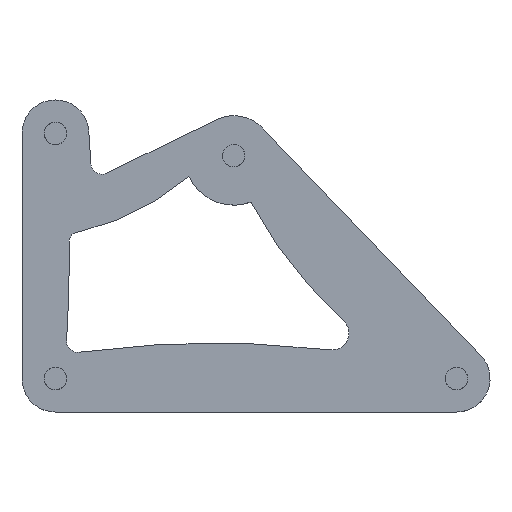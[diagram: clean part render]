
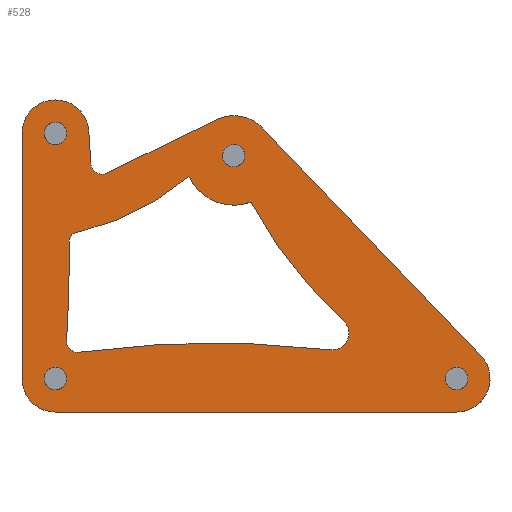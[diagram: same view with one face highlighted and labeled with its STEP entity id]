
A CAD part, top view. The second image highlights one B-rep face of the part: STEP entity #528.
In plain terms, the highlighted planar face has unit normal (0, 0, 1).
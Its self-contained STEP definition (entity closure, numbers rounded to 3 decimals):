
#31=FACE_BOUND('',#183,.T.);
#32=FACE_BOUND('',#184,.T.);
#33=FACE_BOUND('',#185,.T.);
#34=FACE_BOUND('',#186,.T.);
#35=FACE_BOUND('',#187,.T.);
#66=LINE('',#944,#97);
#70=LINE('',#956,#101);
#74=LINE('',#968,#105);
#78=LINE('',#980,#109);
#97=VECTOR('',#780,10.);
#101=VECTOR('',#792,10.);
#105=VECTOR('',#804,10.);
#109=VECTOR('',#816,10.);
#155=FACE_OUTER_BOUND('',#182,.T.);
#182=EDGE_LOOP('',(#451,#452,#453,#454,#455,#456,#457,#458,#459,#460));
#183=EDGE_LOOP('',(#461));
#184=EDGE_LOOP('',(#462));
#185=EDGE_LOOP('',(#463));
#186=EDGE_LOOP('',(#464));
#187=EDGE_LOOP('',(#465,#466,#467,#468,#469,#470,#471,#472));
#199=CIRCLE('',#594,7.5);
#201=CIRCLE('',#597,197.842);
#203=CIRCLE('',#600,22.206);
#205=CIRCLE('',#603,119.15);
#207=CIRCLE('',#606,3.75);
#209=CIRCLE('',#609,690.438);
#211=CIRCLE('',#612,5.);
#213=CIRCLE('',#615,440.915);
#214=CIRCLE('',#617,5.);
#216=CIRCLE('',#620,5.);
#218=CIRCLE('',#623,5.);
#220=CIRCLE('',#626,5.);
#223=CIRCLE('',#630,701.21);
#225=CIRCLE('',#633,5.);
#227=CIRCLE('',#637,17.932);
#229=CIRCLE('',#641,15.);
#231=CIRCLE('',#645,15.);
#233=CIRCLE('',#649,15.);
#240=VERTEX_POINT('',#857);
#241=VERTEX_POINT('',#859);
#243=VERTEX_POINT('',#865);
#245=VERTEX_POINT('',#871);
#247=VERTEX_POINT('',#877);
#249=VERTEX_POINT('',#883);
#251=VERTEX_POINT('',#889);
#253=VERTEX_POINT('',#895);
#254=VERTEX_POINT('',#902);
#256=VERTEX_POINT('',#908);
#258=VERTEX_POINT('',#914);
#260=VERTEX_POINT('',#920);
#264=VERTEX_POINT('',#929);
#265=VERTEX_POINT('',#931);
#267=VERTEX_POINT('',#937);
#269=VERTEX_POINT('',#943);
#271=VERTEX_POINT('',#949);
#273=VERTEX_POINT('',#955);
#275=VERTEX_POINT('',#961);
#277=VERTEX_POINT('',#967);
#279=VERTEX_POINT('',#973);
#281=VERTEX_POINT('',#979);
#289=EDGE_CURVE('',#241,#240,#199,.T.);
#292=EDGE_CURVE('',#243,#241,#201,.T.);
#295=EDGE_CURVE('',#245,#243,#203,.T.);
#298=EDGE_CURVE('',#247,#245,#205,.T.);
#301=EDGE_CURVE('',#249,#247,#207,.T.);
#304=EDGE_CURVE('',#251,#249,#209,.T.);
#307=EDGE_CURVE('',#253,#251,#211,.T.);
#310=EDGE_CURVE('',#240,#253,#213,.T.);
#311=EDGE_CURVE('',#254,#254,#214,.T.);
#314=EDGE_CURVE('',#256,#256,#216,.T.);
#317=EDGE_CURVE('',#258,#258,#218,.T.);
#320=EDGE_CURVE('',#260,#260,#220,.T.);
#325=EDGE_CURVE('',#265,#264,#223,.T.);
#328=EDGE_CURVE('',#267,#265,#225,.T.);
#331=EDGE_CURVE('',#269,#267,#66,.T.);
#334=EDGE_CURVE('',#271,#269,#227,.T.);
#337=EDGE_CURVE('',#273,#271,#70,.T.);
#340=EDGE_CURVE('',#275,#273,#229,.T.);
#343=EDGE_CURVE('',#277,#275,#74,.T.);
#346=EDGE_CURVE('',#279,#277,#231,.T.);
#349=EDGE_CURVE('',#281,#279,#78,.T.);
#352=EDGE_CURVE('',#264,#281,#233,.T.);
#451=ORIENTED_EDGE('',*,*,#352,.T.);
#452=ORIENTED_EDGE('',*,*,#349,.T.);
#453=ORIENTED_EDGE('',*,*,#346,.T.);
#454=ORIENTED_EDGE('',*,*,#343,.T.);
#455=ORIENTED_EDGE('',*,*,#340,.T.);
#456=ORIENTED_EDGE('',*,*,#337,.T.);
#457=ORIENTED_EDGE('',*,*,#334,.T.);
#458=ORIENTED_EDGE('',*,*,#331,.T.);
#459=ORIENTED_EDGE('',*,*,#328,.T.);
#460=ORIENTED_EDGE('',*,*,#325,.T.);
#461=ORIENTED_EDGE('',*,*,#320,.T.);
#462=ORIENTED_EDGE('',*,*,#317,.T.);
#463=ORIENTED_EDGE('',*,*,#314,.T.);
#464=ORIENTED_EDGE('',*,*,#311,.T.);
#465=ORIENTED_EDGE('',*,*,#310,.T.);
#466=ORIENTED_EDGE('',*,*,#307,.T.);
#467=ORIENTED_EDGE('',*,*,#304,.T.);
#468=ORIENTED_EDGE('',*,*,#301,.T.);
#469=ORIENTED_EDGE('',*,*,#298,.T.);
#470=ORIENTED_EDGE('',*,*,#295,.T.);
#471=ORIENTED_EDGE('',*,*,#292,.T.);
#472=ORIENTED_EDGE('',*,*,#289,.T.);
#501=PLANE('',#650);
#528=ADVANCED_FACE('',(#155,#31,#32,#33,#34,#35),#501,.T.);
#594=AXIS2_PLACEMENT_3D('',#860,#683,#684);
#597=AXIS2_PLACEMENT_3D('',#866,#690,#691);
#600=AXIS2_PLACEMENT_3D('',#872,#697,#698);
#603=AXIS2_PLACEMENT_3D('',#878,#704,#705);
#606=AXIS2_PLACEMENT_3D('',#884,#711,#712);
#609=AXIS2_PLACEMENT_3D('',#890,#718,#719);
#612=AXIS2_PLACEMENT_3D('',#896,#725,#726);
#615=AXIS2_PLACEMENT_3D('',#900,#732,#733);
#617=AXIS2_PLACEMENT_3D('',#903,#736,#737);
#620=AXIS2_PLACEMENT_3D('',#909,#743,#744);
#623=AXIS2_PLACEMENT_3D('',#915,#750,#751);
#626=AXIS2_PLACEMENT_3D('',#921,#757,#758);
#630=AXIS2_PLACEMENT_3D('',#932,#767,#768);
#633=AXIS2_PLACEMENT_3D('',#938,#774,#775);
#637=AXIS2_PLACEMENT_3D('',#950,#786,#787);
#641=AXIS2_PLACEMENT_3D('',#962,#798,#799);
#645=AXIS2_PLACEMENT_3D('',#974,#810,#811);
#649=AXIS2_PLACEMENT_3D('',#984,#822,#823);
#650=AXIS2_PLACEMENT_3D('',#985,#824,#825);
#683=DIRECTION('center_axis',(0.,0.,-1.));
#684=DIRECTION('ref_axis',(0.118,0.993,0.));
#690=DIRECTION('center_axis',(0.,0.,1.));
#691=DIRECTION('ref_axis',(-0.883,-0.47,0.));
#697=DIRECTION('center_axis',(0.,0.,1.));
#698=DIRECTION('ref_axis',(-0.906,-0.424,0.));
#704=DIRECTION('center_axis',(0.,0.,1.));
#705=DIRECTION('ref_axis',(0.219,-0.976,0.));
#711=DIRECTION('center_axis',(0.,0.,-1.));
#712=DIRECTION('ref_axis',(0.219,-0.976,0.));
#718=DIRECTION('center_axis',(0.,0.,1.));
#719=DIRECTION('ref_axis',(0.998,-0.059,0.));
#725=DIRECTION('center_axis',(0.,0.,-1.));
#726=DIRECTION('ref_axis',(0.998,-0.059,0.));
#732=DIRECTION('center_axis',(0.,0.,1.));
#733=DIRECTION('ref_axis',(0.118,0.993,0.));
#736=DIRECTION('center_axis',(0.,0.,-1.));
#737=DIRECTION('ref_axis',(-1.,0.,0.));
#743=DIRECTION('center_axis',(0.,0.,-1.));
#744=DIRECTION('ref_axis',(-1.,0.,0.));
#750=DIRECTION('center_axis',(0.,0.,-1.));
#751=DIRECTION('ref_axis',(-1.,0.,0.));
#757=DIRECTION('center_axis',(0.,0.,-1.));
#758=DIRECTION('ref_axis',(-1.,0.,0.));
#767=DIRECTION('center_axis',(0.,0.,1.));
#768=DIRECTION('ref_axis',(0.998,0.055,0.));
#774=DIRECTION('center_axis',(0.,0.,-1.));
#775=DIRECTION('ref_axis',(0.998,0.055,0.));
#780=DIRECTION('',(-0.899,-0.438,0.));
#786=DIRECTION('center_axis',(0.,0.,1.));
#787=DIRECTION('ref_axis',(0.745,0.667,0.));
#792=DIRECTION('',(-0.692,0.722,0.));
#798=DIRECTION('center_axis',(0.,0.,1.));
#799=DIRECTION('ref_axis',(0.,-1.,0.));
#804=DIRECTION('',(1.,0.,0.));
#810=DIRECTION('center_axis',(0.,0.,1.));
#811=DIRECTION('ref_axis',(-1.,0.,0.));
#816=DIRECTION('',(0.,-1.,0.));
#822=DIRECTION('center_axis',(0.,0.,1.));
#823=DIRECTION('ref_axis',(1.,0.,0.));
#824=DIRECTION('center_axis',(0.,0.,1.));
#825=DIRECTION('ref_axis',(1.,0.,0.));
#857=CARTESIAN_POINT('',(33.291,-42.087,9.4));
#859=CARTESIAN_POINT('',(39.228,-29.094,9.4));
#860=CARTESIAN_POINT('Origin',(34.178,-34.639,9.4));
#865=CARTESIAN_POINT('',(-2.2,24.208,9.4));
#866=CARTESIAN_POINT('Origin',(172.432,117.187,9.4));
#871=CARTESIAN_POINT('',(-30.116,35.593,9.4));
#872=CARTESIAN_POINT('Origin',(-10.,45.,9.4));
#877=CARTESIAN_POINT('',(-80.892,10.36,9.4));
#878=CARTESIAN_POINT('Origin',(-107.006,126.613,9.4));
#883=CARTESIAN_POINT('',(-83.82,6.679,9.4));
#884=CARTESIAN_POINT('Origin',(-80.07,6.701,9.4));
#889=CARTESIAN_POINT('',(-84.993,-37.907,9.4));
#890=CARTESIAN_POINT('Origin',(-774.245,2.545,9.4));
#895=CARTESIAN_POINT('',(-79.316,-43.153,9.4));
#896=CARTESIAN_POINT('Origin',(-80.002,-38.2,9.4));
#900=CARTESIAN_POINT('Origin',(-18.873,-479.905,9.4));
#902=CARTESIAN_POINT('',(-85.,55.,9.4));
#903=CARTESIAN_POINT('Origin',(-90.,55.,9.4));
#908=CARTESIAN_POINT('',(-85.,-55.,9.4));
#909=CARTESIAN_POINT('Origin',(-90.,-55.,9.4));
#914=CARTESIAN_POINT('',(95.,-55.,9.4));
#915=CARTESIAN_POINT('Origin',(90.,-55.,9.4));
#920=CARTESIAN_POINT('',(-5.,45.,9.4));
#921=CARTESIAN_POINT('Origin',(-10.,45.,9.4));
#929=CARTESIAN_POINT('',(-75.,55.,9.4));
#931=CARTESIAN_POINT('',(-74.114,41.421,9.4));
#932=CARTESIAN_POINT('Origin',(-774.245,2.545,9.4));
#937=CARTESIAN_POINT('',(-66.931,37.204,9.4));
#938=CARTESIAN_POINT('Origin',(-69.121,41.699,9.4));
#943=CARTESIAN_POINT('',(-17.856,61.12,9.4));
#944=CARTESIAN_POINT('',(-17.856,61.12,9.4));
#949=CARTESIAN_POINT('',(3.366,56.955,9.4));
#950=CARTESIAN_POINT('Origin',(-10.,45.,9.4));
#955=CARTESIAN_POINT('',(100.823,-44.615,9.4));
#956=CARTESIAN_POINT('',(100.823,-44.615,9.4));
#961=CARTESIAN_POINT('',(90.,-70.,9.4));
#962=CARTESIAN_POINT('Origin',(90.,-55.,9.4));
#967=CARTESIAN_POINT('',(-90.,-70.,9.4));
#968=CARTESIAN_POINT('',(-90.,-70.,9.4));
#973=CARTESIAN_POINT('',(-105.,-55.,9.4));
#974=CARTESIAN_POINT('Origin',(-90.,-55.,9.4));
#979=CARTESIAN_POINT('',(-105.,55.,9.4));
#980=CARTESIAN_POINT('',(-105.,55.,9.4));
#984=CARTESIAN_POINT('Origin',(-90.,55.,9.4));
#985=CARTESIAN_POINT('Origin',(0.,0.,9.4));
